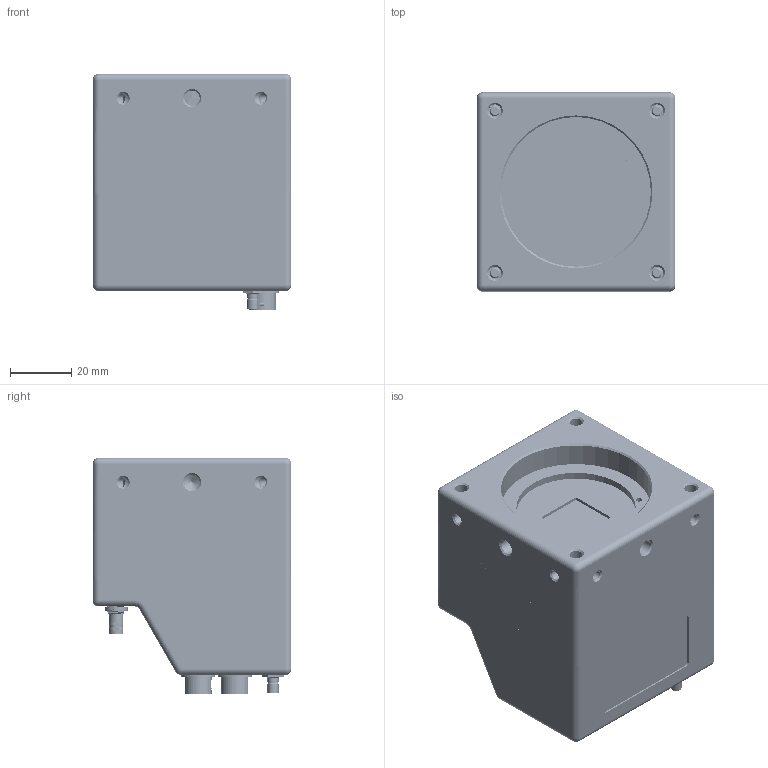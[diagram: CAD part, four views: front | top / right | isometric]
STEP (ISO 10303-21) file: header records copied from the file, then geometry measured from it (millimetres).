
FILE_DESCRIPTION(/* description */ (''),/* implementation_level */ '2;1');
FILE_NAME(/* name */ '1200-MG-01-D_Cyclone-5-700.stp',/* time_stamp */ '2025-11-03T08:36:56+01:00',/* author */ ('aba'),/* organization */ (''),/* preprocessor_version */ 'ST-DEVELOPER v20.1',/* originating_system */ 'Autodesk Inventor 2026',/* authorisation */ '');
FILE_SCHEMA (('AUTOMOTIVE_DESIGN { 1 0 10303 214 3 1 1 }'));
Products named in the file (1): 1200-MG-01-D_Cyclone
Bounding box: 65.02 x 65 x 77.3 mm (x, y, z)
Volume: 85904.4 mm3; surface area: 67489.4 mm2
Topology: 7 solids, 122 shells, 3391 faces, 8479 edges, 5799 vertices
Faces by surface type: plane 1730, cylinder 1146, bspline 296, cone 173, torus 36, sphere 10
Full cylindrical faces by diameter (mm): 0 x1, 0.1 x1, 0.3 x209, 0.45 x4, 0.46 x4, 0.5 x10, 0.51 x4, 0.61 x8, 0.8 x18, 0.86 x209, 1.1 x10, 1.25 x4, 1.4 x8, 1.5 x2, 1.567 x8, 1.68 x4, 2.1 x2, 2.2 x2, 2.5 x8, 2.7 x8, 2.8 x4, 3 x4, 3.05 x4, 3.242 x8, 3.5 x4, 3.59 x4, 3.6 x8, 3.962 x1, 4 x4, 4.134 x4
Entity records: 154860 total; most frequent: CARTESIAN_POINT 70499, ORIENTED_EDGE 16433, DIRECTION 15999, EDGE_CURVE 8451, VERTEX_POINT 5799, AXIS2_PLACEMENT_3D 5730, LINE 4539, VECTOR 4539
